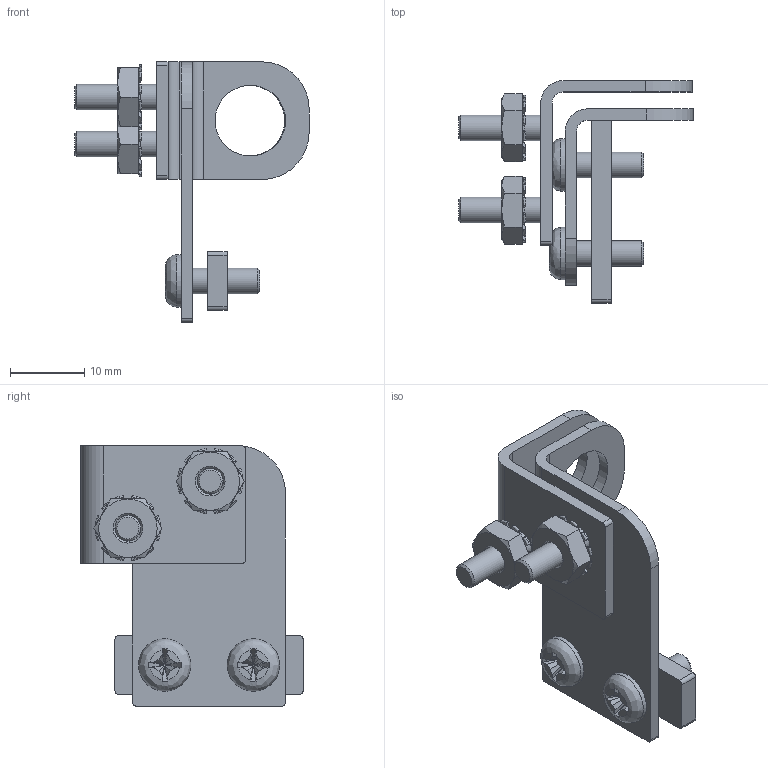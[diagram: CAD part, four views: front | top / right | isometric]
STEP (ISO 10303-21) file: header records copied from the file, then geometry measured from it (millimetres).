
FILE_DESCRIPTION (( 'STEP AP203' ), '1' );
FILE_NAME ('SCE-PLKJIC.step', '2021-02-09T22:31:08', ( 'ADC123' ), ( 'Microsoft' ), 'SwSTEP 2.0', 'SolidWorks 2019', '' );
FILE_SCHEMA (( 'CONFIG_CONTROL_DESIGN' ));
Length unit declared in the file: inch
Products named in the file (1): SCE-PLKJIC
Bounding box: 31.62 x 30 x 35.14 mm (x, y, z)
Volume: 3483.3 mm3; surface area: 5366.2 mm2
Topology: 11 solids, 11 shells, 299 faces, 813 edges, 502 vertices
Faces by surface type: plane 158, bspline 92, cylinder 39, cone 10
Full cylindrical faces by diameter (mm): 2.692 x2, 3.454 x6, 3.505 x2, 3.556 x2, 3.683 x2, 4.762 x2, 5.232 x2, 7.087 x2, 9.525 x2
Entity records: 10832 total; most frequent: CARTESIAN_POINT 4419, ORIENTED_EDGE 1462, DIRECTION 985, EDGE_CURVE 731, VERTEX_POINT 494, EDGE_LOOP 363, AXIS2_PLACEMENT_3D 348, FACE_OUTER_BOUND 323
